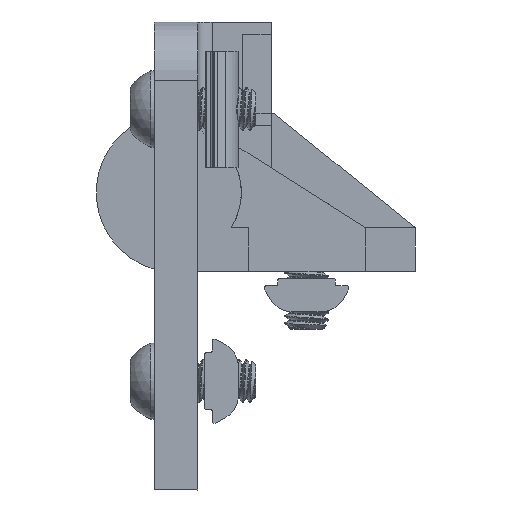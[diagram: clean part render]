
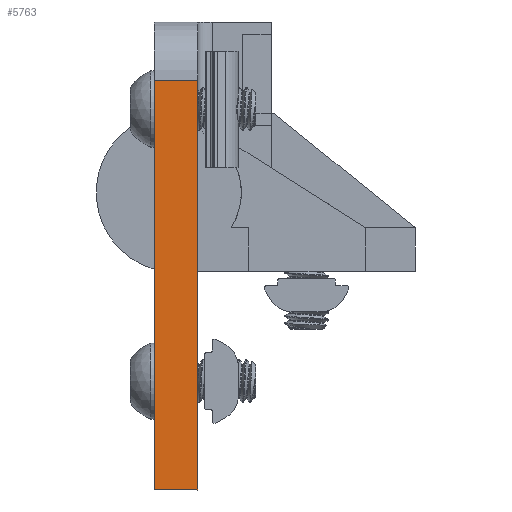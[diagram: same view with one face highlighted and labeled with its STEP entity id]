
A CAD part, front view. The second image highlights one B-rep face of the part: STEP entity #5763.
In plain terms, the highlighted planar face has unit normal (0, -1, 0).
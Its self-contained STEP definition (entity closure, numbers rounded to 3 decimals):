
#835=FACE_OUTER_BOUND('',#1186,.T.);
#1186=EDGE_LOOP('',(#4330,#4331,#4332,#4333));
#1528=LINE('',#8200,#1980);
#1557=LINE('',#8274,#2009);
#1672=LINE('',#8577,#2124);
#1674=LINE('',#8580,#2126);
#1980=VECTOR('',#6757,10.);
#2009=VECTOR('',#6804,10.);
#2124=VECTOR('',#7095,10.);
#2126=VECTOR('',#7099,10.);
#2417=VERTEX_POINT('',#8197);
#2418=VERTEX_POINT('',#8199);
#2453=VERTEX_POINT('',#8271);
#2454=VERTEX_POINT('',#8273);
#3023=EDGE_CURVE('',#2418,#2417,#1528,.T.);
#3060=EDGE_CURVE('',#2454,#2453,#1557,.T.);
#3212=EDGE_CURVE('',#2417,#2454,#1672,.T.);
#3214=EDGE_CURVE('',#2418,#2453,#1674,.T.);
#4330=ORIENTED_EDGE('',*,*,#3212,.T.);
#4331=ORIENTED_EDGE('',*,*,#3060,.T.);
#4332=ORIENTED_EDGE('',*,*,#3214,.F.);
#4333=ORIENTED_EDGE('',*,*,#3023,.T.);
#5619=PLANE('',#6213);
#5763=ADVANCED_FACE('',(#835),#5619,.F.);
#6213=AXIS2_PLACEMENT_3D('',#8579,#7097,#7098);
#6757=DIRECTION('',(0.,0.,1.));
#6804=DIRECTION('',(0.,0.,-1.));
#7095=DIRECTION('',(-1.,0.,0.));
#7097=DIRECTION('center_axis',(0.,1.,0.));
#7098=DIRECTION('ref_axis',(0.,0.,
-1.));
#7099=DIRECTION('',(-1.,0.,0.));
#8197=CARTESIAN_POINT('',(0.,428.825,39.));
#8199=CARTESIAN_POINT('',(0.,428.825,-17.5));
#8200=CARTESIAN_POINT('',(0.,428.825,-17.5));
#8271=CARTESIAN_POINT('',(-6.,428.825,-17.5));
#8273=CARTESIAN_POINT('',(-6.,428.825,39.));
#8274=CARTESIAN_POINT('',(-6.,428.825,-17.5));
#8577=CARTESIAN_POINT('',(0.,428.825,39.));
#8579=CARTESIAN_POINT('Origin',(0.,428.825,45.));
#8580=CARTESIAN_POINT('',(0.,428.825,-17.5));
